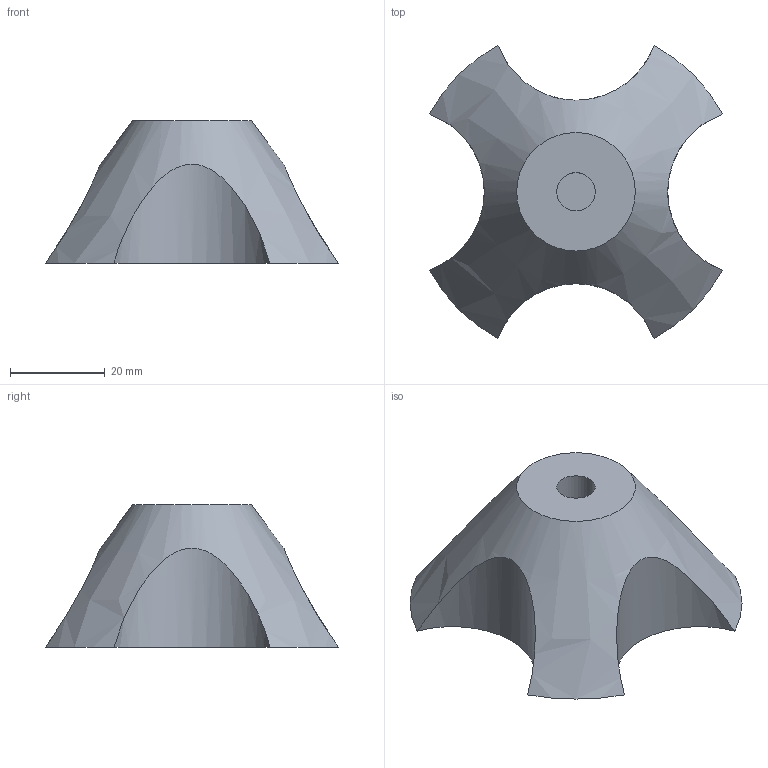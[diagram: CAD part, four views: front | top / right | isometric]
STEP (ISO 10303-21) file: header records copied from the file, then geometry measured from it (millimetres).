
FILE_DESCRIPTION(/* description */ (''),/* implementation_level */ '2;1');
FILE_NAME(/* name */ 'Spool Holder.step',/* time_stamp */ '2018-04-09T13:41:43+02:00',/* author */ ('boelle'),/* organization */ (''),/* preprocessor_version */ 'ST-DEVELOPER v16.13',/* originating_system */ 'Autodesk Translation Framework v6.5.0.72',/* authorisation */ '');
FILE_SCHEMA (('AUTOMOTIVE_DESIGN { 1 0 10303 214 3 1 1 }'));
Length unit declared in the file: millimetre
Products named in the file (4): Spool Holder; spoolholder; Ball Bearing 608; 5972K91
Assembly tree (3 placements, depth 3):
  Spool Holder
    spoolholder
    Ball Bearing 608
      5972K91
Bounding box: 61.78 x 61.78 x 30 mm (x, y, z)
Volume: 42892.2 mm3; surface area: 11570.1 mm2
Topology: 15 solids, 15 shells, 39 faces, 105 edges, 74 vertices
Faces by surface type: cylinder 12, sphere 12, plane 8, cone 5, torus 2
Full cylindrical faces by diameter (mm): 8 x1, 8.1 x1, 13.681 x2, 16.319 x2, 22 x2
Entity records: 1585 total; most frequent: CARTESIAN_POINT 520, DIRECTION 231, ORIENTED_EDGE 162, AXIS2_PLACEMENT_3D 109, EDGE_CURVE 81, VERTEX_POINT 74, CIRCLE 63, EDGE_LOOP 45
